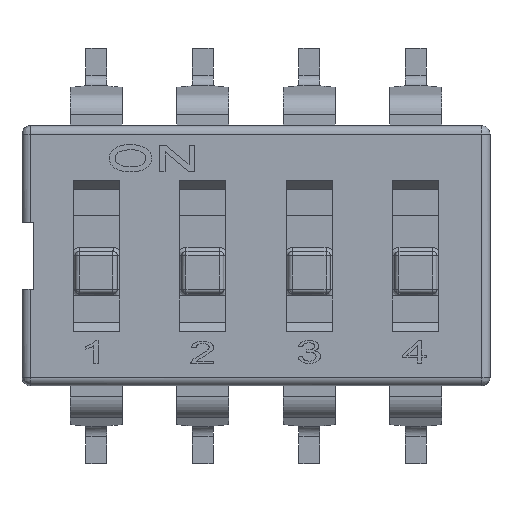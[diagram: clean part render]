
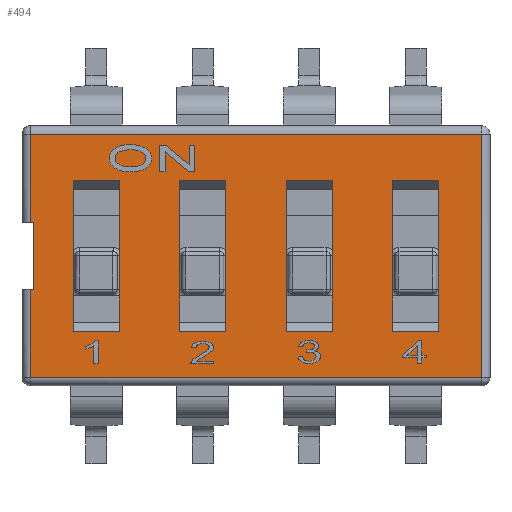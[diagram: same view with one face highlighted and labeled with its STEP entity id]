
A CAD part, top view. The second image highlights one B-rep face of the part: STEP entity #494.
In plain terms, the highlighted planar face has unit normal (0, 0, 1).
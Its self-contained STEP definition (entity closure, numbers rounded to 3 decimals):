
#239=FACE_BOUND('',#1342,.T.);
#240=FACE_BOUND('',#1343,.T.);
#241=FACE_BOUND('',#1344,.T.);
#242=FACE_BOUND('',#1345,.T.);
#494=ADVANCED_FACE('',(#916,#239,#240,#241,#242),#6607,.T.);
#916=FACE_OUTER_BOUND('',#1341,.T.);
#1341=EDGE_LOOP('',(#2721,#2722,#2723,#2724,#2725,#2726,#2727,#2728));
#1342=EDGE_LOOP('',(#2729,#2730,#2731,#2732));
#1343=EDGE_LOOP('',(#2733,#2734,#2735,#2736));
#1344=EDGE_LOOP('',(#2737,#2738,#2739,#2740));
#1345=EDGE_LOOP('',(#2741,#2742,#2743,#2744));
#2721=ORIENTED_EDGE('',*,*,#4370,.T.);
#2722=ORIENTED_EDGE('',*,*,#4380,.T.);
#2723=ORIENTED_EDGE('',*,*,#4182,.T.);
#2724=ORIENTED_EDGE('',*,*,#4180,.T.);
#2725=ORIENTED_EDGE('',*,*,#4179,.T.);
#2726=ORIENTED_EDGE('',*,*,#4181,.T.);
#2727=ORIENTED_EDGE('',*,*,#4372,.T.);
#2728=ORIENTED_EDGE('',*,*,#4371,.T.);
#2729=ORIENTED_EDGE('',*,*,#4254,.T.);
#2730=ORIENTED_EDGE('',*,*,#4257,.T.);
#2731=ORIENTED_EDGE('',*,*,#4255,.F.);
#2732=ORIENTED_EDGE('',*,*,#4256,.F.);
#2733=ORIENTED_EDGE('',*,*,#4290,.T.);
#2734=ORIENTED_EDGE('',*,*,#4293,.T.);
#2735=ORIENTED_EDGE('',*,*,#4291,.F.);
#2736=ORIENTED_EDGE('',*,*,#4292,.F.);
#2737=ORIENTED_EDGE('',*,*,#4326,.T.);
#2738=ORIENTED_EDGE('',*,*,#4329,.T.);
#2739=ORIENTED_EDGE('',*,*,#4327,.F.);
#2740=ORIENTED_EDGE('',*,*,#4328,.F.);
#2741=ORIENTED_EDGE('',*,*,#4362,.T.);
#2742=ORIENTED_EDGE('',*,*,#4365,.T.);
#2743=ORIENTED_EDGE('',*,*,#4363,.F.);
#2744=ORIENTED_EDGE('',*,*,#4364,.F.);
#4179=EDGE_CURVE('',#6022,#6023,#5272,.T.);
#4180=EDGE_CURVE('',#6024,#6022,#5273,.T.);
#4181=EDGE_CURVE('',#6023,#6131,#5274,.T.);
#4182=EDGE_CURVE('',#6025,#6024,#5275,.T.);
#4254=EDGE_CURVE('',#6046,#6047,#5312,.T.);
#4255=EDGE_CURVE('',#6048,#6049,#5313,.T.);
#4256=EDGE_CURVE('',#6046,#6048,#5314,.T.);
#4257=EDGE_CURVE('',#6047,#6049,#5315,.T.);
#4290=EDGE_CURVE('',#6070,#6071,#5348,.T.);
#4291=EDGE_CURVE('',#6072,#6073,#5349,.T.);
#4292=EDGE_CURVE('',#6070,#6072,#5350,.T.);
#4293=EDGE_CURVE('',#6071,#6073,#5351,.T.);
#4326=EDGE_CURVE('',#6094,#6095,#5384,.T.);
#4327=EDGE_CURVE('',#6096,#6097,#5385,.T.);
#4328=EDGE_CURVE('',#6094,#6096,#5386,.T.);
#4329=EDGE_CURVE('',#6095,#6097,#5387,.T.);
#4362=EDGE_CURVE('',#6118,#6119,#5420,.T.);
#4363=EDGE_CURVE('',#6120,#6121,#5421,.T.);
#4364=EDGE_CURVE('',#6118,#6120,#5422,.T.);
#4365=EDGE_CURVE('',#6119,#6121,#5423,.T.);
#4370=EDGE_CURVE('',#6128,#6129,#5428,.T.);
#4371=EDGE_CURVE('',#6130,#6128,#5429,.T.);
#4372=EDGE_CURVE('',#6131,#6130,#5430,.T.);
#4380=EDGE_CURVE('',#6129,#6025,#5433,.T.);
#5272=B_SPLINE_CURVE_WITH_KNOTS('',1,(#10433,#10434),.UNSPECIFIED.,.F.,
 .F.,(2,2),(0.2,10.96),.UNSPECIFIED.);
#5273=B_SPLINE_CURVE_WITH_KNOTS('',1,(#10435,#10436),.UNSPECIFIED.,.F.,
 .F.,(2,2),(0.2,6.),.UNSPECIFIED.);
#5274=B_SPLINE_CURVE_WITH_KNOTS('',1,(#10437,#10438),.UNSPECIFIED.,.F.,
 .F.,(2,2),(0.2,2.3),.UNSPECIFIED.);
#5275=B_SPLINE_CURVE_WITH_KNOTS('',1,(#10439,#10440),.UNSPECIFIED.,.F.,
 .F.,(2,2),(0.2,10.96),.UNSPECIFIED.);
#5312=B_SPLINE_CURVE_WITH_KNOTS('',1,(#10631,#10632),.UNSPECIFIED.,.F.,
 .F.,(2,2),(0.,1.1),.UNSPECIFIED.);
#5313=B_SPLINE_CURVE_WITH_KNOTS('',1,(#10633,#10634),.UNSPECIFIED.,.F.,
 .F.,(2,2),(0.,1.1),.UNSPECIFIED.);
#5314=B_SPLINE_CURVE_WITH_KNOTS('',1,(#10635,#10636),.UNSPECIFIED.,.F.,
 .F.,(2,2),(0.,3.6),.UNSPECIFIED.);
#5315=B_SPLINE_CURVE_WITH_KNOTS('',1,(#10637,#10638),.UNSPECIFIED.,.F.,
 .F.,(2,2),(0.,3.6),.UNSPECIFIED.);
#5348=B_SPLINE_CURVE_WITH_KNOTS('',1,(#10711,#10712),.UNSPECIFIED.,.F.,
 .F.,(2,2),(0.,1.1),.UNSPECIFIED.);
#5349=B_SPLINE_CURVE_WITH_KNOTS('',1,(#10713,#10714),.UNSPECIFIED.,.F.,
 .F.,(2,2),(0.,1.1),.UNSPECIFIED.);
#5350=B_SPLINE_CURVE_WITH_KNOTS('',1,(#10715,#10716),.UNSPECIFIED.,.F.,
 .F.,(2,2),(0.,3.6),.UNSPECIFIED.);
#5351=B_SPLINE_CURVE_WITH_KNOTS('',1,(#10717,#10718),.UNSPECIFIED.,.F.,
 .F.,(2,2),(0.,3.6),.UNSPECIFIED.);
#5384=B_SPLINE_CURVE_WITH_KNOTS('',1,(#10791,#10792),.UNSPECIFIED.,.F.,
 .F.,(2,2),(0.,1.1),.UNSPECIFIED.);
#5385=B_SPLINE_CURVE_WITH_KNOTS('',1,(#10793,#10794),.UNSPECIFIED.,.F.,
 .F.,(2,2),(0.,1.1),.UNSPECIFIED.);
#5386=B_SPLINE_CURVE_WITH_KNOTS('',1,(#10795,#10796),.UNSPECIFIED.,.F.,
 .F.,(2,2),(-3.6,0.),.UNSPECIFIED.);
#5387=B_SPLINE_CURVE_WITH_KNOTS('',1,(#10797,#10798),.UNSPECIFIED.,.F.,
 .F.,(2,2),(-3.6,0.),.UNSPECIFIED.);
#5420=B_SPLINE_CURVE_WITH_KNOTS('',1,(#10871,#10872),.UNSPECIFIED.,.F.,
 .F.,(2,2),(0.,1.1),.UNSPECIFIED.);
#5421=B_SPLINE_CURVE_WITH_KNOTS('',1,(#10873,#10874),.UNSPECIFIED.,.F.,
 .F.,(2,2),(0.,1.1),.UNSPECIFIED.);
#5422=B_SPLINE_CURVE_WITH_KNOTS('',1,(#10875,#10876),.UNSPECIFIED.,.F.,
 .F.,(2,2),(1.3,4.9),.UNSPECIFIED.);
#5423=B_SPLINE_CURVE_WITH_KNOTS('',1,(#10877,#10878),.UNSPECIFIED.,.F.,
 .F.,(2,2),(-3.6,0.),.UNSPECIFIED.);
#5428=B_SPLINE_CURVE_WITH_KNOTS('',1,(#10891,#10892),.UNSPECIFIED.,.F.,
 .F.,(2,2),(10.88,10.96),.UNSPECIFIED.);
#5429=B_SPLINE_CURVE_WITH_KNOTS('',1,(#10893,#10894),.UNSPECIFIED.,.F.,
 .F.,(2,2),(-3.,-1.),.UNSPECIFIED.);
#5430=B_SPLINE_CURVE_WITH_KNOTS('',1,(#10895,#10896),.UNSPECIFIED.,.F.,
 .F.,(2,2),(-10.96,-10.88),.UNSPECIFIED.);
#5433=B_SPLINE_CURVE_WITH_KNOTS('',1,(#10915,#10916),.UNSPECIFIED.,.F.,
 .F.,(2,2),(3.9,6.),.UNSPECIFIED.);
#6022=VERTEX_POINT('',#10183);
#6023=VERTEX_POINT('',#10184);
#6024=VERTEX_POINT('',#10185);
#6025=VERTEX_POINT('',#10186);
#6046=VERTEX_POINT('',#10207);
#6047=VERTEX_POINT('',#10208);
#6048=VERTEX_POINT('',#10209);
#6049=VERTEX_POINT('',#10210);
#6070=VERTEX_POINT('',#10231);
#6071=VERTEX_POINT('',#10232);
#6072=VERTEX_POINT('',#10233);
#6073=VERTEX_POINT('',#10234);
#6094=VERTEX_POINT('',#10255);
#6095=VERTEX_POINT('',#10256);
#6096=VERTEX_POINT('',#10257);
#6097=VERTEX_POINT('',#10258);
#6118=VERTEX_POINT('',#10279);
#6119=VERTEX_POINT('',#10280);
#6120=VERTEX_POINT('',#10281);
#6121=VERTEX_POINT('',#10282);
#6128=VERTEX_POINT('',#10289);
#6129=VERTEX_POINT('',#10290);
#6130=VERTEX_POINT('',#10291);
#6131=VERTEX_POINT('',#10292);
#6607=PLANE('',#6980);
#6980=AXIS2_PLACEMENT_3D('',#10042,#7348,$);
#7348=DIRECTION('',(0.,0.,1.));
#10042=CARTESIAN_POINT('',(-5.58,-3.1,4.));
#10183=CARTESIAN_POINT('',(5.38,2.9,4.));
#10184=CARTESIAN_POINT('',(-5.38,2.9,4.));
#10185=CARTESIAN_POINT('',(5.38,-2.9,4.));
#10186=CARTESIAN_POINT('',(-5.38,-2.9,4.));
#10207=CARTESIAN_POINT('',(-4.36,1.8,4.));
#10208=CARTESIAN_POINT('',(-3.26,1.8,4.));
#10209=CARTESIAN_POINT('',(-4.36,-1.8,4.));
#10210=CARTESIAN_POINT('',(-3.26,-1.8,4.));
#10231=CARTESIAN_POINT('',(-1.82,1.8,4.));
#10232=CARTESIAN_POINT('',(-0.72,1.8,4.));
#10233=CARTESIAN_POINT('',(-1.82,-1.8,4.));
#10234=CARTESIAN_POINT('',(-0.72,-1.8,4.));
#10255=CARTESIAN_POINT('',(1.82,-1.8,4.));
#10256=CARTESIAN_POINT('',(0.72,-1.8,4.));
#10257=CARTESIAN_POINT('',(1.82,1.8,4.));
#10258=CARTESIAN_POINT('',(0.72,1.8,4.));
#10279=CARTESIAN_POINT('',(4.36,-1.8,4.));
#10280=CARTESIAN_POINT('',(3.26,-1.8,4.));
#10281=CARTESIAN_POINT('',(4.36,1.8,4.));
#10282=CARTESIAN_POINT('',(3.26,1.8,4.));
#10289=CARTESIAN_POINT('',(-5.3,-0.8,4.));
#10290=CARTESIAN_POINT('',(-5.38,-0.8,4.));
#10291=CARTESIAN_POINT('',(-5.3,0.8,4.));
#10292=CARTESIAN_POINT('',(-5.38,0.8,4.));
#10433=CARTESIAN_POINT('',(5.38,2.9,4.));
#10434=CARTESIAN_POINT('',(-5.38,2.9,4.));
#10435=CARTESIAN_POINT('',(5.38,-2.9,4.));
#10436=CARTESIAN_POINT('',(5.38,2.9,4.));
#10437=CARTESIAN_POINT('',(-5.38,2.9,4.));
#10438=CARTESIAN_POINT('',(-5.38,0.8,4.));
#10439=CARTESIAN_POINT('',(-5.38,-2.9,4.));
#10440=CARTESIAN_POINT('',(5.38,-2.9,4.));
#10631=CARTESIAN_POINT('',(-4.36,1.8,4.));
#10632=CARTESIAN_POINT('',(-3.26,1.8,4.));
#10633=CARTESIAN_POINT('',(-4.36,-1.8,4.));
#10634=CARTESIAN_POINT('',(-3.26,-1.8,4.));
#10635=CARTESIAN_POINT('',(-4.36,1.8,4.));
#10636=CARTESIAN_POINT('',(-4.36,-1.8,4.));
#10637=CARTESIAN_POINT('',(-3.26,1.8,4.));
#10638=CARTESIAN_POINT('',(-3.26,-1.8,4.));
#10711=CARTESIAN_POINT('',(-1.82,1.8,4.));
#10712=CARTESIAN_POINT('',(-0.72,1.8,4.));
#10713=CARTESIAN_POINT('',(-1.82,-1.8,4.));
#10714=CARTESIAN_POINT('',(-0.72,-1.8,4.));
#10715=CARTESIAN_POINT('',(-1.82,1.8,4.));
#10716=CARTESIAN_POINT('',(-1.82,-1.8,4.));
#10717=CARTESIAN_POINT('',(-0.72,1.8,4.));
#10718=CARTESIAN_POINT('',(-0.72,-1.8,4.));
#10791=CARTESIAN_POINT('',(1.82,-1.8,4.));
#10792=CARTESIAN_POINT('',(0.72,-1.8,4.));
#10793=CARTESIAN_POINT('',(1.82,1.8,4.));
#10794=CARTESIAN_POINT('',(0.72,1.8,4.));
#10795=CARTESIAN_POINT('',(1.82,-1.8,4.));
#10796=CARTESIAN_POINT('',(1.82,1.8,4.));
#10797=CARTESIAN_POINT('',(0.72,-1.8,4.));
#10798=CARTESIAN_POINT('',(0.72,1.8,4.));
#10871=CARTESIAN_POINT('',(4.36,-1.8,4.));
#10872=CARTESIAN_POINT('',(3.26,-1.8,4.));
#10873=CARTESIAN_POINT('',(4.36,1.8,4.));
#10874=CARTESIAN_POINT('',(3.26,1.8,4.));
#10875=CARTESIAN_POINT('',(4.36,-1.8,4.));
#10876=CARTESIAN_POINT('',(4.36,1.8,4.));
#10877=CARTESIAN_POINT('',(3.26,-1.8,4.));
#10878=CARTESIAN_POINT('',(3.26,1.8,4.));
#10891=CARTESIAN_POINT('',(-5.3,-0.8,4.));
#10892=CARTESIAN_POINT('',(-5.38,-0.8,4.));
#10893=CARTESIAN_POINT('',(-5.3,0.8,4.));
#10894=CARTESIAN_POINT('',(-5.3,-0.8,4.));
#10895=CARTESIAN_POINT('',(-5.38,0.8,4.));
#10896=CARTESIAN_POINT('',(-5.3,0.8,4.));
#10915=CARTESIAN_POINT('',(-5.38,-0.8,4.));
#10916=CARTESIAN_POINT('',(-5.38,-2.9,4.));
